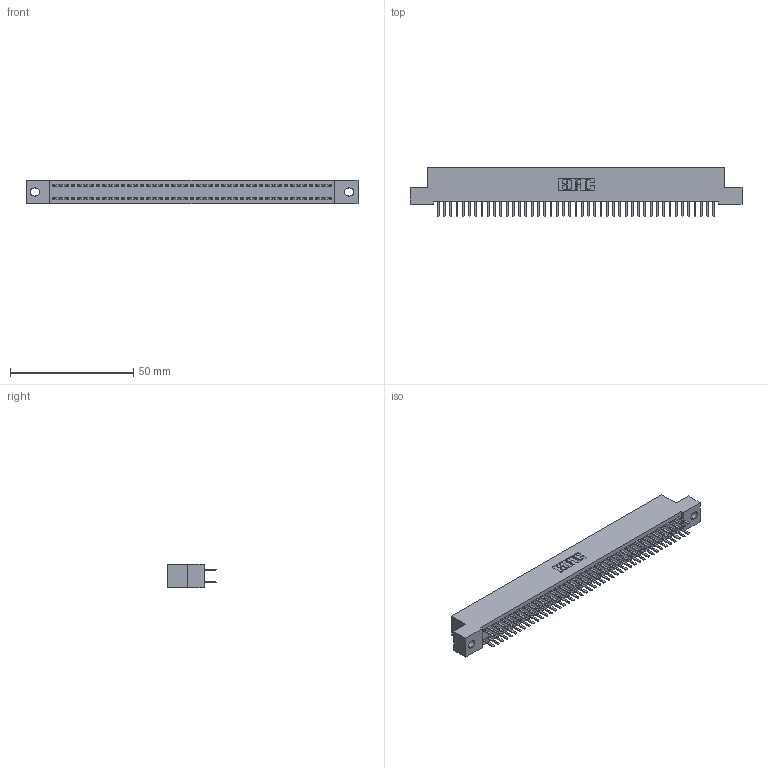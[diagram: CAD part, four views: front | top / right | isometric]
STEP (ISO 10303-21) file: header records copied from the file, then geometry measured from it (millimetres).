
FILE_DESCRIPTION (( 'STEP AP203' ), '1' );
FILE_NAME ('342-090-520-202.STEP', '2019-10-04T14:04:26', ( '' ), ( '' ), 'SwSTEP 2.0', 'SolidWorks 2016', '' );
FILE_SCHEMA (( 'CONFIG_CONTROL_DESIGN' ));
Length unit declared in the file: inch
Products named in the file (3): 342 Part_.128 Slot; 345-292-001_345-293-120; 342-090-520-202
Assembly tree (91 placements, depth 2):
  342-090-520-202
    342 Part_.128 Slot
    345-292-001_345-293-120  x90
Bounding box: 134.62 x 20.02 x 9.4 mm (x, y, z)
Volume: 12018.1 mm3; surface area: 19302.5 mm2
Topology: 91 solids, 91 shells, 5154 faces, 14981 edges, 9746 vertices
Faces by surface type: plane 3490, cylinder 1664
Entity records: 28679 total; most frequent: CARTESIAN_POINT 4762, ORIENTED_EDGE 4686, DIRECTION 4051, EDGE_CURVE 2343, LINE 2211, VECTOR 2211, VERTEX_POINT 1558, AXIS2_PLACEMENT_3D 920
